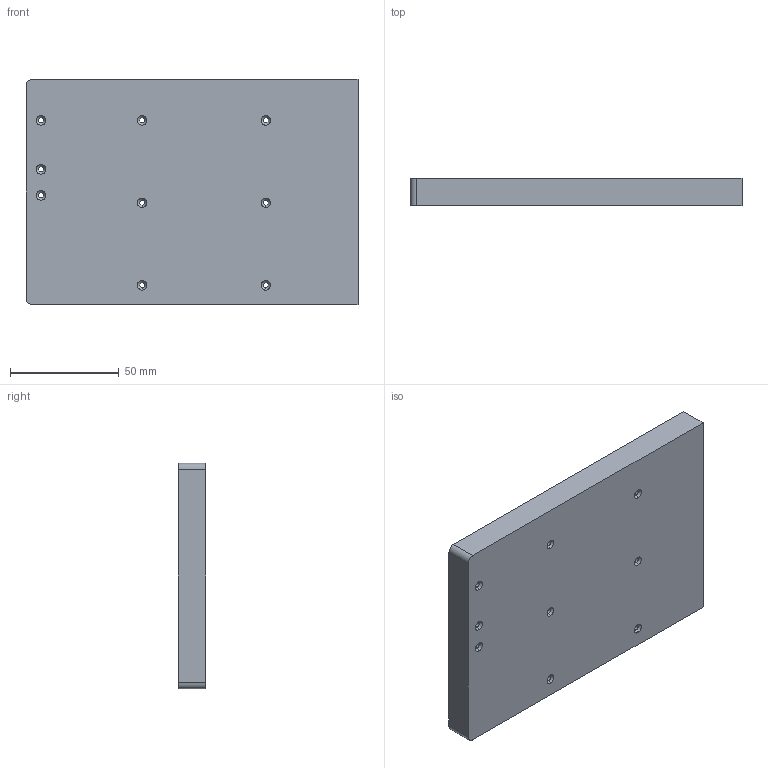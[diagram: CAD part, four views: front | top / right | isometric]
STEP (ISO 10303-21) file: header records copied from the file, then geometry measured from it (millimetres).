
FILE_DESCRIPTION (( 'STEP AP214' ), '1' );
FILE_NAME ('菁L.STE', '2025-02-13T15:08:25', ( '' ), ( '' ), 'SwSTEP 2.0', 'SolidWorks 2025', '' );
FILE_SCHEMA (( 'AUTOMOTIVE_DESIGN' ));
Length unit declared in the file: millimetre
Products named in the file (1): 底L
Bounding box: 153 x 12.6 x 104 mm (x, y, z)
Volume: 65455 mm3; surface area: 45703.7 mm2
Topology: 1 solids, 1 shells, 144 faces, 408 edges, 266 vertices
Faces by surface type: plane 77, cylinder 49, cone 18
Entity records: 4762 total; most frequent: DIRECTION 833, CARTESIAN_POINT 819, ORIENTED_EDGE 816, EDGE_CURVE 408, AXIS2_PLACEMENT_3D 280, LINE 273, VECTOR 273, VERTEX_POINT 266
